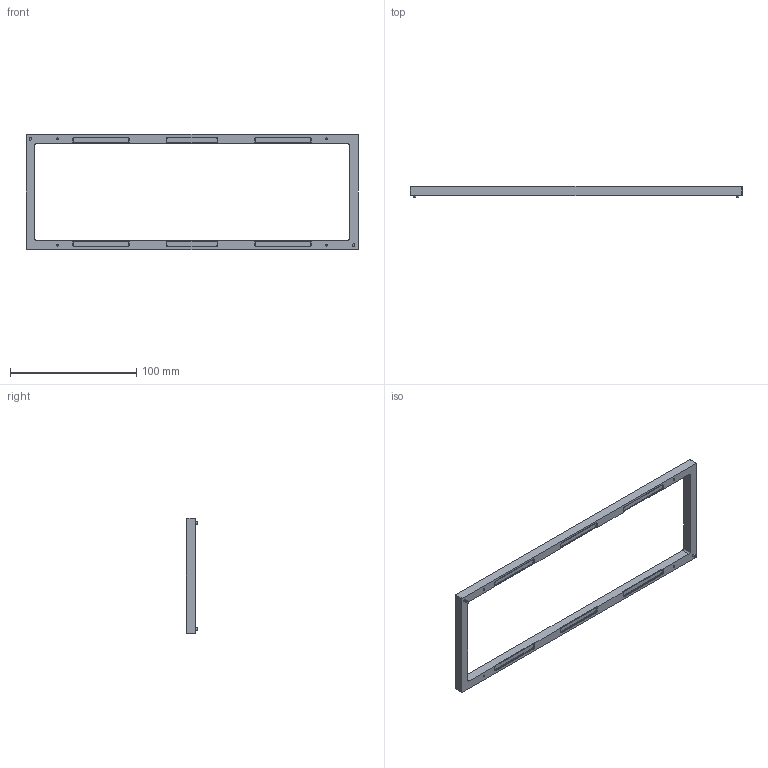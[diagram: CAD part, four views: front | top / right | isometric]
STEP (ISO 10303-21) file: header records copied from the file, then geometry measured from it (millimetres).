
FILE_DESCRIPTION (( 'STEP AP203' ), '1' );
FILE_NAME ('4_top.STEP', '2020-09-13T23:23:36', ( '' ), ( '' ), 'SwSTEP 2.0', 'SolidWorks 2020', '' );
FILE_SCHEMA (( 'CONFIG_CONTROL_DESIGN' ));
Length unit declared in the file: millimetre
Products named in the file (1): 4_top
Bounding box: 262.65 x 9 x 91.02 mm (x, y, z)
Volume: 33184.3 mm3; surface area: 19768 mm2
Topology: 1 solids, 1 shells, 144 faces, 379 edges, 242 vertices
Faces by surface type: plane 79, cylinder 57, cone 8
Entity records: 4453 total; most frequent: CARTESIAN_POINT 770, DIRECTION 762, ORIENTED_EDGE 742, EDGE_CURVE 371, LINE 262, VECTOR 262, AXIS2_PLACEMENT_3D 250, VERTEX_POINT 242
